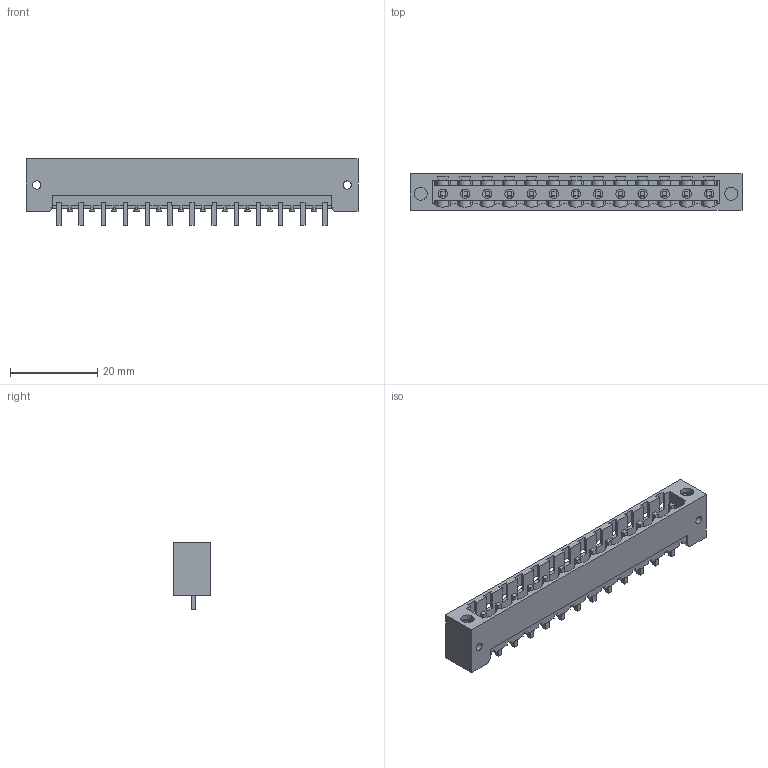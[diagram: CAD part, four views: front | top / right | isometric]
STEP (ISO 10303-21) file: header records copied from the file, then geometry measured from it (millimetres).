
FILE_DESCRIPTION(('CATIA V5 STEP Exchange','CAx-IF Rec.Pracs.--- Model Styling and Organization---1.2---2011-12-15'),'2;1');
FILE_NAME ('D1456761_0_1820790000_1820790000.stp','2018-03-22T12:23:57+00:00',('none'),('Weidmueller'),'CATIA Version 5-6 Release 2014','CATIA V5 STEP AP214','none');
FILE_SCHEMA(('AUTOMOTIVE_DESIGN { 1 0 10303 214 1 1 1 1 }'));
Length unit declared in the file: millimetre
Products named in the file (1): 1820790000
Bounding box: 76.04 x 8.43 x 15.2 mm (x, y, z)
Volume: 2819.7 mm3; surface area: 6745 mm2
Topology: 14 solids, 14 shells, 822 faces, 2588 edges, 1775 vertices
Faces by surface type: plane 674, cylinder 135, extrusion 13
Entity records: 30045 total; most frequent: CARTESIAN_POINT 6532, ORIENTED_EDGE 5176, DIRECTION 3992, EDGE_CURVE 2588, VECTOR 2106, LINE 2093, VERTEX_POINT 1775, AXIS2_PLACEMENT_3D 1077
